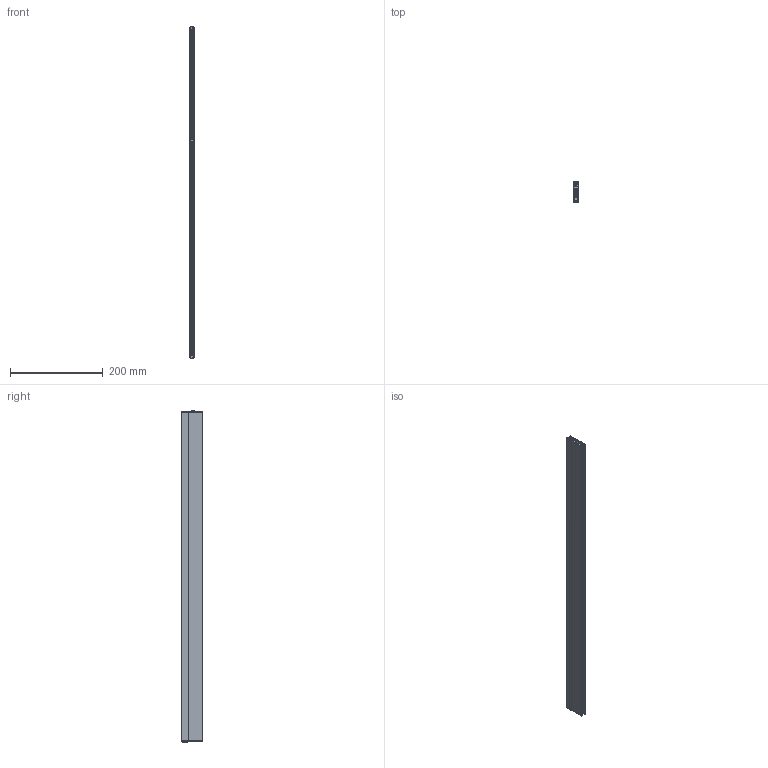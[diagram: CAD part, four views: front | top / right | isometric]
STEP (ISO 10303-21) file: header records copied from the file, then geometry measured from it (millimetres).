
FILE_DESCRIPTION (( 'STEP AP203' ), '1' );
FILE_NAME ('KG F8 schmal mit Abschlusskappen 709.STEP', '2025-07-22T10:47:31', ( '' ), ( '' ), 'SwSTEP 2.0', 'SolidWorks 2023', '' );
FILE_SCHEMA (( 'CONFIG_CONTROL_DESIGN' ));
Length unit declared in the file: millimetre
Products named in the file (8): M2.9x13; Abschlusskappe KG-F8; Betätigungsteil_WA; KG F8 schmal mit Abschlusskappen 709; Innengeometrie_WA_952; Abschlusskappe KG-F8 Auslöseseite; Schutzprofil KG-F8 mit Schraubkanal 709_1000; Aussengehäuse_WA_952
Assembly tree (8 placements, depth 2):
  KG F8 schmal mit Abschlusskappen 709
    Schutzprofil KG-F8 mit Schraubkanal 709_1000
    Aussengehäuse_WA_952
    Betätigungsteil_WA
    Innengeometrie_WA_952
    Abschlusskappe KG-F8 Auslöseseite
    Abschlusskappe KG-F8
    M2.9x13  x2
Bounding box: 11.8 x 46 x 716.25 mm (x, y, z)
Volume: 207481.7 mm3; surface area: 319590.9 mm2
Topology: 25 solids, 25 shells, 1454 faces, 3974 edges, 2578 vertices
Faces by surface type: plane 744, bspline 454, cylinder 190, cone 28, sphere 20, torus 18
Entity records: 59988 total; most frequent: CARTESIAN_POINT 26256, ORIENTED_EDGE 7696, DIRECTION 5168, EDGE_CURVE 3848, VECTOR 2540, LINE 2540, VERTEX_POINT 2522, EDGE_LOOP 1544
